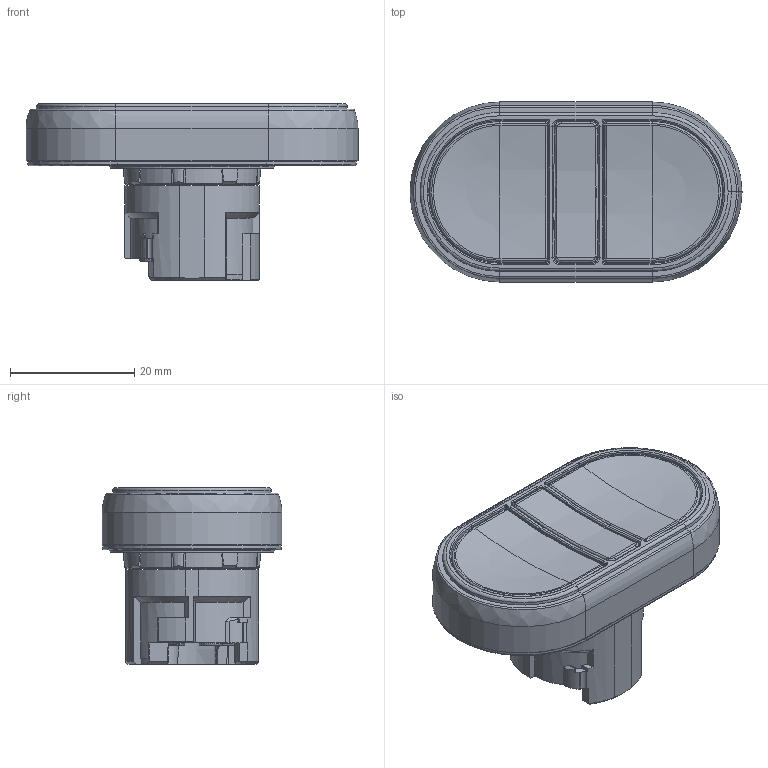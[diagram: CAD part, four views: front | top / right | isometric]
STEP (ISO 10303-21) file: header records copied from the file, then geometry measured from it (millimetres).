
FILE_DESCRIPTION(/* description */ (''),/* implementation_level */ '2;1');
FILE_NAME(/* name */ 'FILE_STP_CAD_DRAWING_LPSB71_CATALOG_prt.stp',/* time_stamp */ '2020-10-16T13:31:22+02:00',/* author */ (''),/* organization */ (''),/* preprocessor_version */ 'ST-DEVELOPER v16.7',/* originating_system */ 'SIEMENS PLM Software NX 12.0',/* authorisation */ '');
FILE_SCHEMA (('AUTOMOTIVE_DESIGN { 1 0 10303 214 3 1 1 1 }'));
Length unit declared in the file: millimetre
Products named in the file (1): LPSB71_CATALOG
Bounding box: 53.5 x 29 x 28.51 mm (x, y, z)
Surface area: 11521.2 mm2 (no closed solid volume)
Topology: 0 solids, 12 shells, 497 faces, 1801 edges, 1285 vertices
Faces by surface type: plane 174, cylinder 135, cone 101, bspline 51, torus 24, sphere 12
Full cylindrical faces by diameter (mm): 2.5 x2, 3.7 x2, 26.4 x1, 27.15 x1
Entity records: 21922 total; most frequent: CARTESIAN_POINT 7111, DIRECTION 3076, ORIENTED_EDGE 2854, EDGE_CURVE 1764, VERTEX_POINT 1272, AXIS2_PLACEMENT_3D 1188, LINE 700, VECTOR 700
